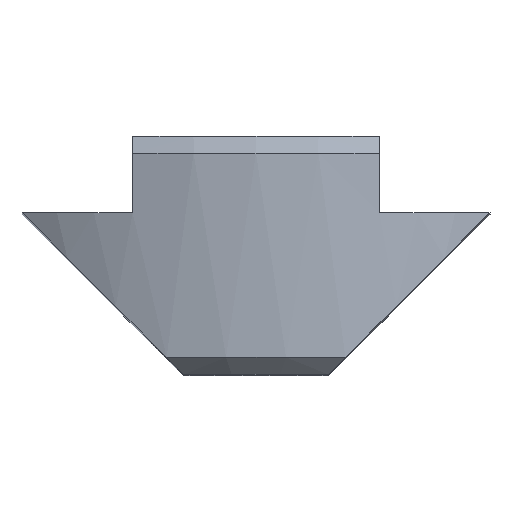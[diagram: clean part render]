
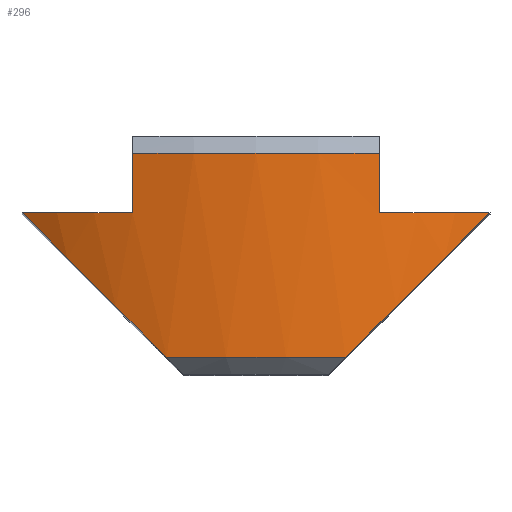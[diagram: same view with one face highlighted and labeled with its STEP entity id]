
A CAD part, top view. The second image highlights one B-rep face of the part: STEP entity #296.
In plain terms, the highlighted cylindrical face has radius 4.75 mm (diameter 9.5 mm), a partial arc.
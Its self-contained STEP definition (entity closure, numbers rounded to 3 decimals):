
#20=CYLINDRICAL_SURFACE('',#340,4.75);
#25=LINE('',#479,#40);
#28=LINE('',#493,#43);
#40=VECTOR('',#378,0.7);
#43=VECTOR('',#393,0.7);
#68=FACE_OUTER_BOUND('',#85,.T.);
#85=EDGE_LOOP('',(#229,#230,#231,#232,#233,#234,#235,#236));
#102=CIRCLE('',#339,4.75);
#103=CIRCLE('',#341,4.75);
#104=CIRCLE('',#343,4.75);
#105=CIRCLE('',#345,4.75);
#116=ELLIPSE('',#342,6.718,4.75);
#117=ELLIPSE('',#344,6.718,4.75);
#126=VERTEX_POINT('',#476);
#127=VERTEX_POINT('',#478);
#131=VERTEX_POINT('',#490);
#132=VERTEX_POINT('',#492);
#138=VERTEX_POINT('',#508);
#139=VERTEX_POINT('',#513);
#140=VERTEX_POINT('',#515);
#141=VERTEX_POINT('',#517);
#157=EDGE_CURVE('',#127,#126,#25,.T.);
#164=EDGE_CURVE('',#132,#131,#28,.T.);
#173=EDGE_CURVE('',#138,#126,#102,.T.);
#174=EDGE_CURVE('',#127,#131,#103,.T.);
#175=EDGE_CURVE('',#138,#139,#116,.T.);
#176=EDGE_CURVE('',#140,#139,#104,.T.);
#177=EDGE_CURVE('',#140,#141,#117,.T.);
#178=EDGE_CURVE('',#132,#141,#105,.T.);
#229=ORIENTED_EDGE('',*,*,#174,.F.);
#230=ORIENTED_EDGE('',*,*,#157,.T.);
#231=ORIENTED_EDGE('',*,*,#173,.F.);
#232=ORIENTED_EDGE('',*,*,#175,.T.);
#233=ORIENTED_EDGE('',*,*,#176,.F.);
#234=ORIENTED_EDGE('',*,*,#177,.T.);
#235=ORIENTED_EDGE('',*,*,#178,.F.);
#236=ORIENTED_EDGE('',*,*,#164,.T.);
#296=ADVANCED_FACE('',(#68),#20,.T.);
#339=AXIS2_PLACEMENT_3D('',#510,#411,#412);
#340=AXIS2_PLACEMENT_3D('',#511,#413,#414);
#341=AXIS2_PLACEMENT_3D('',#512,#415,#416);
#342=AXIS2_PLACEMENT_3D('',#514,#417,#418);
#343=AXIS2_PLACEMENT_3D('',#516,#419,#420);
#344=AXIS2_PLACEMENT_3D('',#518,#421,#422);
#345=AXIS2_PLACEMENT_3D('',#519,#423,#424);
#378=DIRECTION('',(0.,-1.,0.));
#393=DIRECTION('',(0.,1.,0.));
#411=DIRECTION('center_axis',(0.,1.,0.));
#412=DIRECTION('ref_axis',(-0.579,0.,0.815));
#413=DIRECTION('center_axis',(0.,-1.,0.));
#414=DIRECTION('ref_axis',(0.579,0.,-0.815));
#415=DIRECTION('center_axis',(0.,1.,0.));
#416=DIRECTION('ref_axis',(-0.305,0.,0.952));
#417=DIRECTION('center_axis',(0.707,0.707,0.));
#418=DIRECTION('ref_axis',(0.707,-0.707,0.));
#419=DIRECTION('center_axis',(0.,-1.,0.));
#420=DIRECTION('ref_axis',(0.221,0.,0.975));
#421=DIRECTION('center_axis',(-0.707,0.707,0.));
#422=DIRECTION('ref_axis',(0.707,0.707,0.));
#423=DIRECTION('center_axis',(0.,1.,0.));
#424=DIRECTION('ref_axis',(0.305,0.,0.952));
#476=CARTESIAN_POINT('',(-1.45,-0.9,4.523));
#478=CARTESIAN_POINT('',(-1.45,-0.2,4.523));
#479=CARTESIAN_POINT('',(-1.45,-0.2,4.523));
#490=CARTESIAN_POINT('',(1.45,-0.2,4.523));
#492=CARTESIAN_POINT('',(1.45,-0.9,4.523));
#493=CARTESIAN_POINT('',(1.45,-0.9,4.523));
#508=CARTESIAN_POINT('',(-2.75,-0.9,3.873));
#510=CARTESIAN_POINT('Origin',(0.,-0.9,0.));
#511=CARTESIAN_POINT('Origin',(0.,0.,0.));
#512=CARTESIAN_POINT('Origin',(0.,-0.2,0.));
#513=CARTESIAN_POINT('',(-1.05,-2.6,4.632));
#514=CARTESIAN_POINT('Origin',(0.,-3.65,0.));
#515=CARTESIAN_POINT('',(1.05,-2.6,4.632));
#516=CARTESIAN_POINT('Origin',(0.,-2.6,0.));
#517=CARTESIAN_POINT('',(2.75,-0.9,3.873));
#518=CARTESIAN_POINT('Origin',(0.,-3.65,0.));
#519=CARTESIAN_POINT('Origin',(0.,-0.9,0.));
